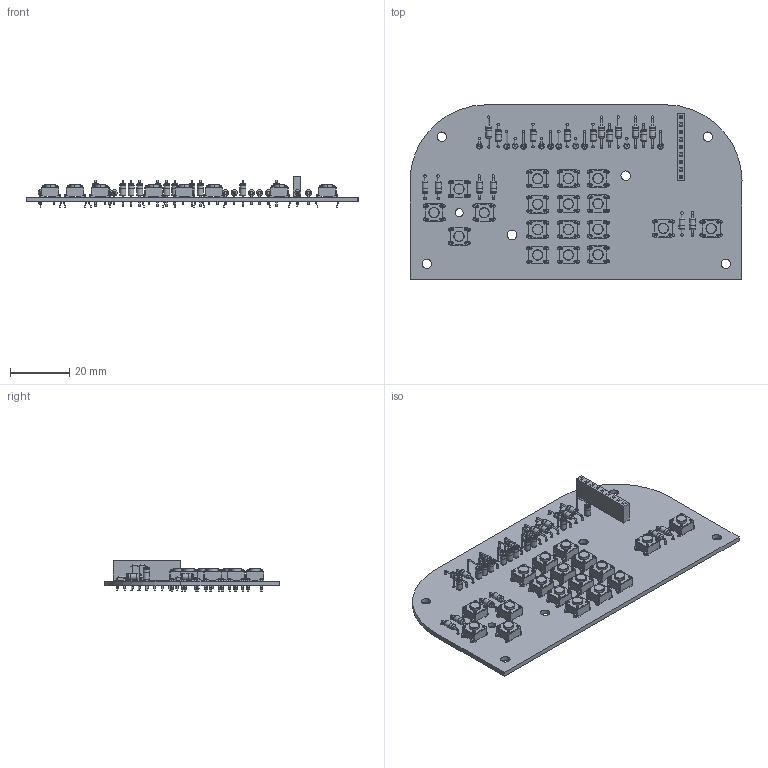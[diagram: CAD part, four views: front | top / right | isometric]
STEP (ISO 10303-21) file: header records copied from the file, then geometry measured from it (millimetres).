
FILE_DESCRIPTION(('FreeCAD Model'),'2;1');
FILE_NAME('Open CASCADE Shape Model','2021-12-18T19:55:01',('Author'),( ''),'Open CASCADE STEP processor 7.5','FreeCAD','Unknown');
FILE_SCHEMA(('AUTOMOTIVE_DESIGN { 1 0 10303 214 1 1 1 1 }'));
Length unit declared in the file: millimetre
Products named in the file (13): colecovision_controller; Board_Geoms_c033; Local_CS_c033; Pcb_c033; PCB_Sketch_c033; Step_Models_c033; Top_c033; D21_D_DO-35_SOD27_P10.16mm_Horizontal_61BC4BA5; D18_D_DO-35_SOD27_P5.08mm_Vertical_KathodeUp_61BC4B48; D19_D_DO-35_SOD27_P7.62mm_Horizontal_61BC4B67; D22_D_DO-35_SOD27_P2.54mm_Vertical_KathodeUp_61BC4BC4; SW18_B3F1000_61BC4D6D; J1_PinSocket_1x09_P254mm_Vertical_61BC4BE1
Assembly tree (53 placements, depth 4):
  colecovision_controller
    Board_Geoms_c033
      Local_CS_c033
      Pcb_c033
      PCB_Sketch_c033
    Step_Models_c033
      Top_c033
        D21_D_DO-35_SOD27_P10.16mm_Horizontal_61BC4BA5  x5
        D18_D_DO-35_SOD27_P5.08mm_Vertical_KathodeUp_61BC4B48  x6
        D19_D_DO-35_SOD27_P7.62mm_Horizontal_61BC4B67  x12
        D22_D_DO-35_SOD27_P2.54mm_Vertical_KathodeUp_61BC4BC4  x5
        SW18_B3F1000_61BC4D6D  x18
        J1_PinSocket_1x09_P254mm_Vertical_61BC4BE1
Bounding box: 112.4 x 59.05 x 10.47 mm (x, y, z)
Volume: 12986.6 mm3; surface area: 21710.4 mm2
Topology: 132 solids, 132 shells, 3497 faces, 8616 edges, 5576 vertices
Faces by surface type: plane 2371, cylinder 834, torus 292
Full cylindrical faces by diameter (mm): 0.5 x100, 0.8 x56, 1 x81, 2 x56, 2.02 x28, 2.7 x1, 3.2 x6
Entity records: 23365 total; most frequent: DIRECTION 3537, CARTESIAN_POINT 3483, ORIENTED_EDGE 3342, EDGE_CURVE 1671, LINE 1229, VECTOR 1229, AXIS2_PLACEMENT_3D 1154, VERTEX_POINT 1088
